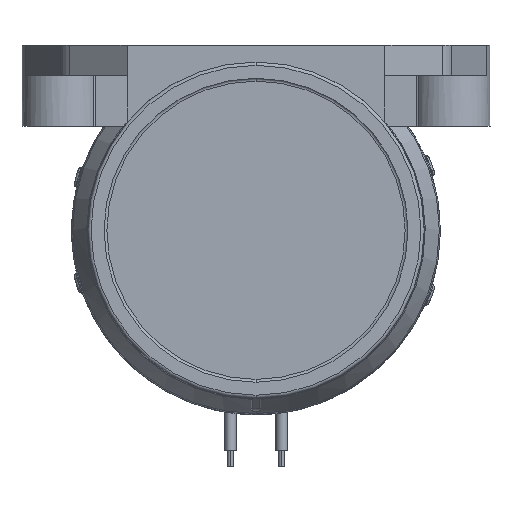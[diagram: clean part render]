
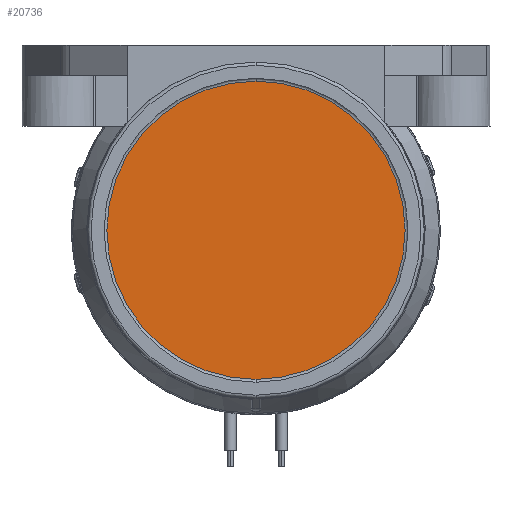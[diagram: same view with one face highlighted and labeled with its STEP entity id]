
A CAD part, front view. The second image highlights one B-rep face of the part: STEP entity #20736.
In plain terms, the highlighted planar face has unit normal (0, -1, 0).
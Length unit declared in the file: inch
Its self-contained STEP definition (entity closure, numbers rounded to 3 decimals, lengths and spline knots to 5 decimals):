
#1572 = DIRECTION ( 'NONE',  ( 0., -1., 0. ) ) ;
#3356 = PLANE ( 'NONE',  #7805 ) ;
#4332 = VERTEX_POINT ( 'NONE', #10522 ) ;
#6147 = EDGE_CURVE ( 'NONE', #4332, #30114, #30012, .T. ) ;
#6800 = AXIS2_PLACEMENT_3D ( 'NONE', #17154, #1572, #19780 ) ;
#7805 = AXIS2_PLACEMENT_3D ( 'NONE', #24195, #8576, #26842 ) ;
#8576 = DIRECTION ( 'NONE',  ( 0., -1., 0. ) ) ;
#9412 = CARTESIAN_POINT ( 'NONE',  ( 0., -0.02, 0.91768 ) ) ;
#9599 = ORIENTED_EDGE ( 'NONE', *, *, #6147, .T. ) ;
#9645 = EDGE_CURVE ( 'NONE', #30114, #4332, #11917, .T. ) ;
#10522 = CARTESIAN_POINT ( 'NONE',  ( 0., -0.02, -0.91768 ) ) ;
#10549 = ORIENTED_EDGE ( 'NONE', *, *, #9645, .T. ) ;
#11917 = CIRCLE ( 'NONE', #6800, 0.91768 ) ;
#14877 = EDGE_LOOP ( 'NONE', ( #10549, #9599 ) ) ;
#15957 = CARTESIAN_POINT ( 'NONE',  ( 0., -0.02, 0. ) ) ;
#17154 = CARTESIAN_POINT ( 'NONE',  ( 0., -0.02, 0. ) ) ;
#19780 = DIRECTION ( 'NONE',  ( 0., 0., -1. ) ) ;
#20736 = ADVANCED_FACE ( 'NONE', ( #30171 ), #3356, .T. ) ;
#24195 = CARTESIAN_POINT ( 'NONE',  ( 0.935, -0.02, 0. ) ) ;
#26842 = DIRECTION ( 'NONE',  ( 0., 0., -1. ) ) ;
#26994 = DIRECTION ( 'NONE',  ( 0., 0., -1. ) ) ;
#30012 = CIRCLE ( 'NONE', #31641, 0.91768 ) ;
#30114 = VERTEX_POINT ( 'NONE', #9412 ) ;
#30171 = FACE_OUTER_BOUND ( 'NONE', #14877, .T. ) ;
#31641 = AXIS2_PLACEMENT_3D ( 'NONE', #15957, #32606, #26994 ) ;
#32606 = DIRECTION ( 'NONE',  ( 0., -1., 0. ) ) ;
